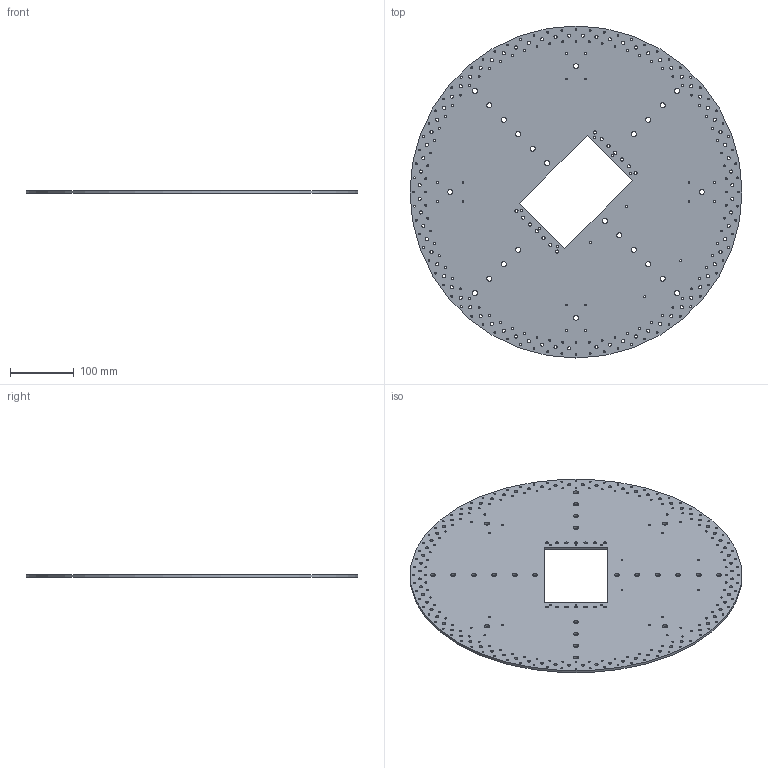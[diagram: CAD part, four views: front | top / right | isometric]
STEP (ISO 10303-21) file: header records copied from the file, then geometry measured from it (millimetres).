
FILE_DESCRIPTION(('FreeCAD Model'),'2;1');
FILE_NAME('Open CASCADE Shape Model','2025-08-28T21:47:33',(''),(''), 'Open CASCADE STEP processor 7.8','FreeCAD','Unknown');
FILE_SCHEMA(('AUTOMOTIVE_DESIGN { 1 0 10303 214 1 1 1 1 }'));
Length unit declared in the file: millimetre
Products named in the file (2): Part; Body
Assembly tree (1 placements, depth 2):
  Part
    Body
Bounding box: 520 x 520 x 4 mm (x, y, z)
Volume: 773122.1 mm3; surface area: 409333.2 mm2
Topology: 1 solids, 1 shells, 288 faces, 856 edges, 568 vertices
Faces by surface type: cylinder 282, plane 6
Full cylindrical faces by diameter (mm): 3 x172, 5 x85, 8 x24, 520 x1
Entity records: 11176 total; most frequent: DIRECTION 2000, ORIENTED_EDGE 1716, CARTESIAN_POINT 1714, EDGE_CURVE 856, AXIS2_PLACEMENT_3D 854, FACE_BOUND 852, EDGE_LOOP 852, VERTEX_POINT 568
